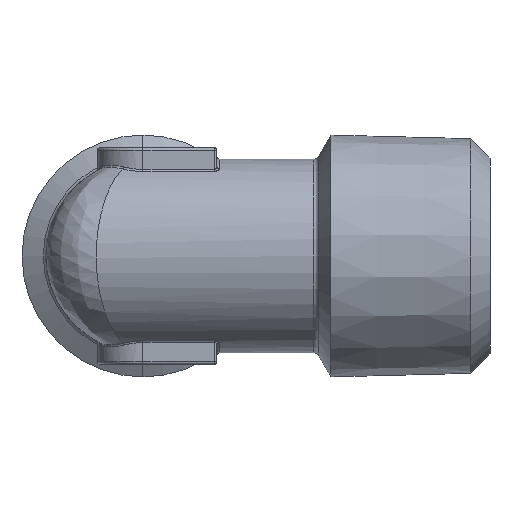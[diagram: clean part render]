
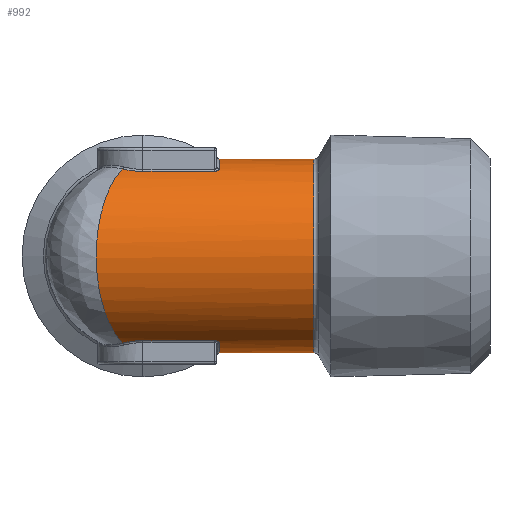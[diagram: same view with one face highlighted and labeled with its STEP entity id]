
A CAD part, left-side view. The second image highlights one B-rep face of the part: STEP entity #992.
In plain terms, the highlighted cylindrical face has radius 8.5 mm (diameter 17 mm), a partial arc.
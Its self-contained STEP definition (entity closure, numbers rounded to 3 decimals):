
#256 = CIRCLE ( 'NONE', #267, 8.5 ) ;
#267 = AXIS2_PLACEMENT_3D ( 'NONE', #3072, #3073, #3074 ) ;
#288 = B_SPLINE_CURVE_WITH_KNOTS ( 'NONE', 3,
 ( #1652, #1647, #1648, #1653, #1654, #1655 ),
 .UNSPECIFIED., .F., .F.,
 ( 4, 2, 4 ),
 ( 0., 0., 0.001 ),
 .UNSPECIFIED. ) ;
#330 = VERTEX_POINT ( 'NONE', #1801 ) ;
#608 = VERTEX_POINT ( 'NONE', #1799 ) ;
#610 = VERTEX_POINT ( 'NONE', #1811 ) ;
#611 = VERTEX_POINT ( 'NONE', #1809 ) ;
#833 = ORIENTED_EDGE ( 'NONE', *, *, #870, .F. ) ;
#870 = EDGE_CURVE ( 'NONE', #1048, #330, #1564, .T. ) ;
#872 = EDGE_CURVE ( 'NONE', #1058, #4224, #1563, .T. ) ;
#946 = EDGE_CURVE ( 'NONE', #4063, #610, #2849, .T. ) ;
#950 = EDGE_CURVE ( 'NONE', #1048, #1957, #1476, .T. ) ;
#951 = EDGE_CURVE ( 'NONE', #1982, #1957, #288, .T. ) ;
#952 = EDGE_CURVE ( 'NONE', #1982, #1977, #1643, .T. ) ;
#953 = EDGE_CURVE ( 'NONE', #1977, #4063, #2910, .T. ) ;
#954 = EDGE_CURVE ( 'NONE', #610, #1953, #2908, .T. ) ;
#955 = EDGE_CURVE ( 'NONE', #1953, #608, #2162, .T. ) ;
#956 = EDGE_CURVE ( 'NONE', #611, #608, #2912, .T. ) ;
#957 = EDGE_CURVE ( 'NONE', #611, #1058, #1483, .T. ) ;
#992 = ADVANCED_FACE ( 'NONE', ( #2020 ), #2028, .T. ) ;
#1048 = VERTEX_POINT ( 'NONE', #4171 ) ;
#1058 = VERTEX_POINT ( 'NONE', #4188 ) ;
#1271 = ORIENTED_EDGE ( 'NONE', *, *, #2948, .T. ) ;
#1379 = AXIS2_PLACEMENT_3D ( 'NONE', #2032, #2012, #2033 ) ;
#1476 = CIRCLE ( 'NONE', #1482, 8.5 ) ;
#1478 = VECTOR ( 'NONE', #2169, 1000. ) ;
#1479 = VECTOR ( 'NONE', #1658, 1000. ) ;
#1480 = AXIS2_PLACEMENT_3D ( 'NONE', #2176, #2177, #2178 ) ;
#1482 = AXIS2_PLACEMENT_3D ( 'NONE', #1649, #1650, #1651 ) ;
#1483 = CIRCLE ( 'NONE', #1480, 8.5 ) ;
#1486 = VECTOR ( 'NONE', #1568, 1000. ) ;
#1494 = VECTOR ( 'NONE', #1573, 1000. ) ;
#1520 = ORIENTED_EDGE ( 'NONE', *, *, #952, .T. ) ;
#1521 = ORIENTED_EDGE ( 'NONE', *, *, #951, .F. ) ;
#1522 = ORIENTED_EDGE ( 'NONE', *, *, #950, .T. ) ;
#1524 = ORIENTED_EDGE ( 'NONE', *, *, #953, .T. ) ;
#1559 = CARTESIAN_POINT ( 'NONE',  ( 0., 0., 8.5 ) ) ;
#1562 = CARTESIAN_POINT ( 'NONE',  ( 0., 0., -8.5 ) ) ;
#1563 = LINE ( 'NONE', #1562, #1494 ) ;
#1564 = LINE ( 'NONE', #1559, #1486 ) ;
#1568 = DIRECTION ( 'NONE',  ( 0., -1., 0. ) ) ;
#1573 = DIRECTION ( 'NONE',  ( 0., -1., 0. ) ) ;
#1616 = CARTESIAN_POINT ( 'NONE',  ( -3.712, 1.79, 7.647 ) ) ;
#1628 = CARTESIAN_POINT ( 'NONE',  ( -11.056, 5.333, 4.082 ) ) ;
#1629 = CARTESIAN_POINT ( 'NONE',  ( -11.056, 5.333, -4.082 ) ) ;
#1630 = CARTESIAN_POINT ( 'NONE',  ( -3.712, 1.79, -7.647 ) ) ;
#1631 = CARTESIAN_POINT ( 'NONE',  ( -4.103, 0.313, 7.444 ) ) ;
#1643 = LINE ( 'NONE', #1656, #1479 ) ;
#1647 = CARTESIAN_POINT ( 'NONE',  ( -4.103, -6.411, 7.444 ) ) ;
#1648 = CARTESIAN_POINT ( 'NONE',  ( -4.057, -6.517, 7.47 ) ) ;
#1649 = CARTESIAN_POINT ( 'NONE',  ( 0., -6.7, 0. ) ) ;
#1650 = DIRECTION ( 'NONE',  ( 0., -1., 0. ) ) ;
#1651 = DIRECTION ( 'NONE',  ( 1., 0., 0. ) ) ;
#1652 = CARTESIAN_POINT ( 'NONE',  ( -4.103, -6.3, 7.444 ) ) ;
#1653 = CARTESIAN_POINT ( 'NONE',  ( -3.909, -6.662, 7.548 ) ) ;
#1654 = CARTESIAN_POINT ( 'NONE',  ( -3.812, -6.7, 7.598 ) ) ;
#1655 = CARTESIAN_POINT ( 'NONE',  ( -3.713, -6.7, 7.646 ) ) ;
#1656 = CARTESIAN_POINT ( 'NONE',  ( -4.103, 0., 7.444 ) ) ;
#1657 = CARTESIAN_POINT ( 'NONE',  ( -4.103, 0., 7.444 ) ) ;
#1658 = DIRECTION ( 'NONE',  ( 0., 1., 0. ) ) ;
#1659 = CARTESIAN_POINT ( 'NONE',  ( -3.712, 1.79, -7.647 ) ) ;
#1660 = CARTESIAN_POINT ( 'NONE',  ( -3.713, -6.7, -7.646 ) ) ;
#1661 = CARTESIAN_POINT ( 'NONE',  ( -3.84, 1.513, -7.585 ) ) ;
#1662 = CARTESIAN_POINT ( 'NONE',  ( -4.07, 0.619, 7.463 ) ) ;
#1663 = CARTESIAN_POINT ( 'NONE',  ( -3.939, 1.218, 7.533 ) ) ;
#1778 = ORIENTED_EDGE ( 'NONE', *, *, #957, .T. ) ;
#1779 = ORIENTED_EDGE ( 'NONE', *, *, #872, .T. ) ;
#1780 = ORIENTED_EDGE ( 'NONE', *, *, #956, .F. ) ;
#1799 = CARTESIAN_POINT ( 'NONE',  ( -4.103, -6.3, -7.444 ) ) ;
#1801 = CARTESIAN_POINT ( 'NONE',  ( 0., -15., 8.5 ) ) ;
#1809 = CARTESIAN_POINT ( 'NONE',  ( -3.713, -6.7, -7.646 ) ) ;
#1811 = CARTESIAN_POINT ( 'NONE',  ( -3.712, 1.79, -7.647 ) ) ;
#1826 = EDGE_LOOP ( 'NONE', ( #833, #1522, #1521, #1520, #1524, #1949, #1951, #1950, #1780, #1778, #1779, #1271 ) ) ;
#1949 = ORIENTED_EDGE ( 'NONE', *, *, #946, .T. ) ;
#1950 = ORIENTED_EDGE ( 'NONE', *, *, #955, .T. ) ;
#1951 = ORIENTED_EDGE ( 'NONE', *, *, #954, .T. ) ;
#1953 = VERTEX_POINT ( 'NONE', #3537 ) ;
#1957 = VERTEX_POINT ( 'NONE', #3539 ) ;
#1977 = VERTEX_POINT ( 'NONE', #3548 ) ;
#1982 = VERTEX_POINT ( 'NONE', #3553 ) ;
#2012 = DIRECTION ( 'NONE',  ( 0., -1., 0. ) ) ;
#2020 = FACE_OUTER_BOUND ( 'NONE', #1826, .T. ) ;
#2028 = CYLINDRICAL_SURFACE ( 'NONE', #1379, 8.5 ) ;
#2032 = CARTESIAN_POINT ( 'NONE',  ( 0., 0., 0. ) ) ;
#2033 = DIRECTION ( 'NONE',  ( 0., 0., -1. ) ) ;
#2160 = CARTESIAN_POINT ( 'NONE',  ( -3.84, 1.512, 7.585 ) ) ;
#2161 = CARTESIAN_POINT ( 'NONE',  ( -3.712, 1.79, 7.647 ) ) ;
#2162 = LINE ( 'NONE', #2168, #1478 ) ;
#2163 = CARTESIAN_POINT ( 'NONE',  ( -3.812, -6.7, -7.598 ) ) ;
#2164 = CARTESIAN_POINT ( 'NONE',  ( -3.937, 1.224, -7.534 ) ) ;
#2165 = CARTESIAN_POINT ( 'NONE',  ( -4.069, 0.625, -7.463 ) ) ;
#2166 = CARTESIAN_POINT ( 'NONE',  ( -4.103, 0.312, -7.444 ) ) ;
#2167 = CARTESIAN_POINT ( 'NONE',  ( -4.103, 0., -7.444 ) ) ;
#2168 = CARTESIAN_POINT ( 'NONE',  ( -4.103, 0., -7.444 ) ) ;
#2169 = DIRECTION ( 'NONE',  ( 0., -1., 0. ) ) ;
#2171 = CARTESIAN_POINT ( 'NONE',  ( -3.91, -6.661, -7.548 ) ) ;
#2172 = CARTESIAN_POINT ( 'NONE',  ( -4.056, -6.517, -7.47 ) ) ;
#2173 = CARTESIAN_POINT ( 'NONE',  ( -4.103, -6.411, -7.444 ) ) ;
#2174 = CARTESIAN_POINT ( 'NONE',  ( -4.103, -6.3, -7.444 ) ) ;
#2176 = CARTESIAN_POINT ( 'NONE',  ( 0., -6.7, 0. ) ) ;
#2177 = DIRECTION ( 'NONE',  ( 0., -1., 0. ) ) ;
#2178 = DIRECTION ( 'NONE',  ( 1., 0., 0. ) ) ;
#2849 =( BOUNDED_CURVE ( )  B_SPLINE_CURVE ( 3, ( #1616, #1628, #1629, #1630 ),
 .UNSPECIFIED., .F., .T. ) 
 B_SPLINE_CURVE_WITH_KNOTS ( ( 4, 4 ),
 ( 2.023, 4.26 ),
 .UNSPECIFIED. ) 
 CURVE ( )  GEOMETRIC_REPRESENTATION_ITEM ( )  RATIONAL_B_SPLINE_CURVE ( ( 1., 0.624, 0.624, 1. ) ) 
 REPRESENTATION_ITEM ( '' )  );
#2908 = B_SPLINE_CURVE_WITH_KNOTS ( 'NONE', 3,
 ( #1659, #1661, #2164, #2165, #2166, #2167 ),
 .UNSPECIFIED., .F., .F.,
 ( 4, 2, 4 ),
 ( 0., 0.001, 0.002 ),
 .UNSPECIFIED. ) ;
#2910 = B_SPLINE_CURVE_WITH_KNOTS ( 'NONE', 3,
 ( #1657, #1631, #1662, #1663, #2160, #2161 ),
 .UNSPECIFIED., .F., .F.,
 ( 4, 2, 4 ),
 ( 0., 0.001, 0.002 ),
 .UNSPECIFIED. ) ;
#2912 = B_SPLINE_CURVE_WITH_KNOTS ( 'NONE', 3,
 ( #1660, #2163, #2171, #2172, #2173, #2174 ),
 .UNSPECIFIED., .F., .F.,
 ( 4, 2, 4 ),
 ( 0., 0., 0.001 ),
 .UNSPECIFIED. ) ;
#2948 = EDGE_CURVE ( 'NONE', #4224, #330, #256, .T. ) ;
#3072 = CARTESIAN_POINT ( 'NONE',  ( 0., -15., 0. ) ) ;
#3073 = DIRECTION ( 'NONE',  ( 0., 1., 0. ) ) ;
#3074 = DIRECTION ( 'NONE',  ( 0., 0., 1. ) ) ;
#3162 = CARTESIAN_POINT ( 'NONE',  ( -3.712, 1.79, 7.647 ) ) ;
#3164 = CARTESIAN_POINT ( 'NONE',  ( 0., -15., -8.5 ) ) ;
#3537 = CARTESIAN_POINT ( 'NONE',  ( -4.103, 0., -7.444 ) ) ;
#3539 = CARTESIAN_POINT ( 'NONE',  ( -3.713, -6.7, 7.646 ) ) ;
#3548 = CARTESIAN_POINT ( 'NONE',  ( -4.103, 0., 7.444 ) ) ;
#3553 = CARTESIAN_POINT ( 'NONE',  ( -4.103, -6.3, 7.444 ) ) ;
#4063 = VERTEX_POINT ( 'NONE', #3162 ) ;
#4171 = CARTESIAN_POINT ( 'NONE',  ( 0., -6.7, 8.5 ) ) ;
#4188 = CARTESIAN_POINT ( 'NONE',  ( 0., -6.7, -8.5 ) ) ;
#4224 = VERTEX_POINT ( 'NONE', #3164 ) ;
